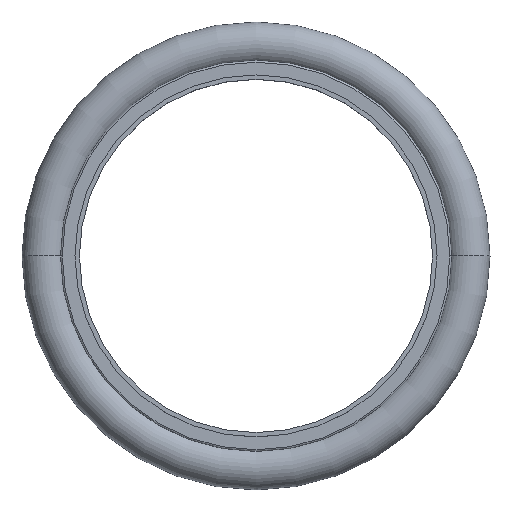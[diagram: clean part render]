
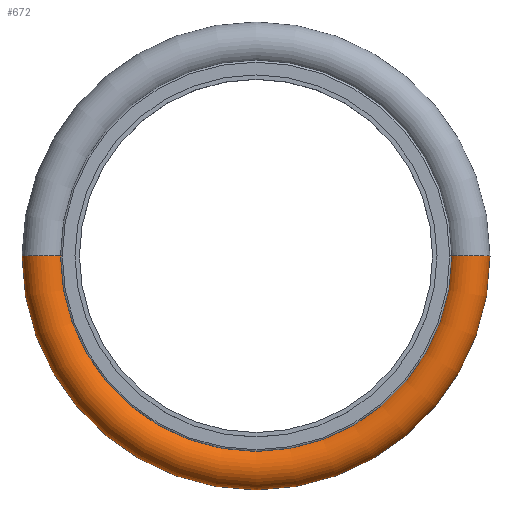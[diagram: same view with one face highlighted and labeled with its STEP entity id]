
A CAD part, top view. The second image highlights one B-rep face of the part: STEP entity #672.
In plain terms, the highlighted toroidal (fillet/blend) face has major radius 24 mm and minor radius 2.5 mm.
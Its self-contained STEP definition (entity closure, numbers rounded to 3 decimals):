
#1 = CARTESIAN_POINT ( 'NONE',  ( 0., 0., -4. ) ) ;
#4 = CARTESIAN_POINT ( 'NONE',  ( -24., 0., -4. ) ) ;
#5 = DIRECTION ( 'NONE',  ( 0., 0., 1. ) ) ;
#28 = DIRECTION ( 'NONE',  ( 0., 0., 1. ) ) ;
#32 = CIRCLE ( 'NONE', #636, 21.5 ) ;
#86 = DIRECTION ( 'NONE',  ( 0., 0., -1. ) ) ;
#87 = CIRCLE ( 'NONE', #647, 2.5 ) ;
#133 = CARTESIAN_POINT ( 'NONE',  ( 24., 0., -4. ) ) ;
#163 = CARTESIAN_POINT ( 'NONE',  ( 0., 0., -4. ) ) ;
#281 = DIRECTION ( 'NONE',  ( 0., -1., 0. ) ) ;
#311 = EDGE_LOOP ( 'NONE', ( #392, #413, #441, #794 ) ) ;
#312 = VERTEX_POINT ( 'NONE', #399 ) ;
#340 = VERTEX_POINT ( 'NONE', #387 ) ;
#351 = DIRECTION ( 'NONE',  ( 1., 0., 0. ) ) ;
#375 = AXIS2_PLACEMENT_3D ( 'NONE', #163, #438, #430 ) ;
#387 = CARTESIAN_POINT ( 'NONE',  ( -21.5, 0., -4. ) ) ;
#392 = ORIENTED_EDGE ( 'NONE', *, *, #520, .F. ) ;
#399 = CARTESIAN_POINT ( 'NONE',  ( -26.5, 0., -4. ) ) ;
#413 = ORIENTED_EDGE ( 'NONE', *, *, #513, .T. ) ;
#417 = EDGE_CURVE ( 'NONE', #466, #478, #581, .T. ) ;
#430 = DIRECTION ( 'NONE',  ( 1., 0., 0. ) ) ;
#438 = DIRECTION ( 'NONE',  ( 0., 0., 1. ) ) ;
#441 = ORIENTED_EDGE ( 'NONE', *, *, #417, .T. ) ;
#466 = VERTEX_POINT ( 'NONE', #974 ) ;
#478 = VERTEX_POINT ( 'NONE', #861 ) ;
#513 = EDGE_CURVE ( 'NONE', #312, #466, #887, .T. ) ;
#520 = EDGE_CURVE ( 'NONE', #312, #340, #87, .T. ) ;
#532 = EDGE_CURVE ( 'NONE', #340, #478, #32, .T. ) ;
#581 = CIRCLE ( 'NONE', #782, 2.5 ) ;
#636 = AXIS2_PLACEMENT_3D ( 'NONE', #846, #28, #637 ) ;
#637 = DIRECTION ( 'NONE',  ( 1., 0., 0. ) ) ;
#639 = TOROIDAL_SURFACE ( 'NONE', #375, 24., 2.5 ) ;
#647 = AXIS2_PLACEMENT_3D ( 'NONE', #4, #858, #873 ) ;
#655 = AXIS2_PLACEMENT_3D ( 'NONE', #1, #5, #351 ) ;
#672 = ADVANCED_FACE ( 'NONE', ( #825 ), #639, .T. ) ;
#782 = AXIS2_PLACEMENT_3D ( 'NONE', #133, #281, #86 ) ;
#794 = ORIENTED_EDGE ( 'NONE', *, *, #532, .F. ) ;
#825 = FACE_OUTER_BOUND ( 'NONE', #311, .T. ) ;
#846 = CARTESIAN_POINT ( 'NONE',  ( 0., 0., -4. ) ) ;
#858 = DIRECTION ( 'NONE',  ( 0., 1., 0. ) ) ;
#861 = CARTESIAN_POINT ( 'NONE',  ( 21.5, 0., -4. ) ) ;
#873 = DIRECTION ( 'NONE',  ( -1., 0., 0. ) ) ;
#887 = CIRCLE ( 'NONE', #655, 26.5 ) ;
#974 = CARTESIAN_POINT ( 'NONE',  ( 26.5, 0., -4. ) ) ;
